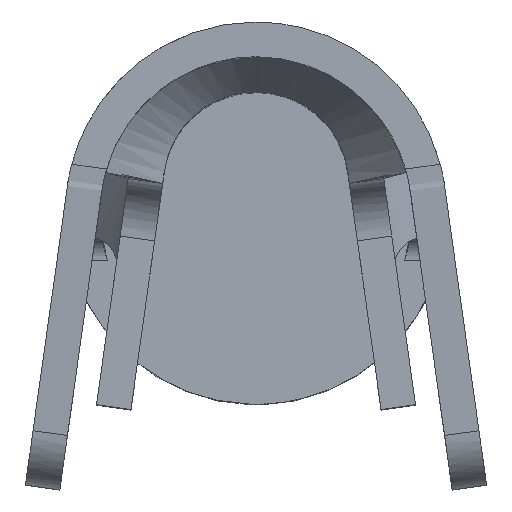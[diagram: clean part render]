
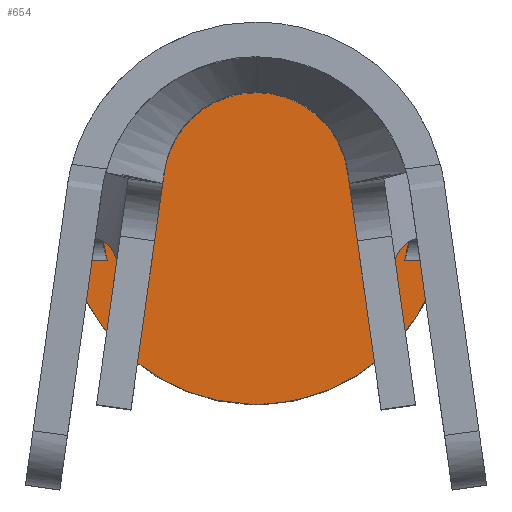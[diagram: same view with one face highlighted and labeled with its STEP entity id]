
A CAD part, top view. The second image highlights one B-rep face of the part: STEP entity #654.
In plain terms, the highlighted planar face has unit normal (0, 0, 1).
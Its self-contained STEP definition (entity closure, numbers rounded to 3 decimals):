
#489=PLANE('',#2437);
#548=FACE_OUTER_BOUND('',#1035,.T.);
#654=ADVANCED_FACE('F188',(#548),#489,.T.);
#793=(
BOUNDED_CURVE()
B_SPLINE_CURVE(2,(#4136,#4137,#4138),.UNSPECIFIED.,.F.,.F.)
B_SPLINE_CURVE_WITH_KNOTS((3,3),(0.,1.),.UNSPECIFIED.)
CURVE()
GEOMETRIC_REPRESENTATION_ITEM()
RATIONAL_B_SPLINE_CURVE((0.885,0.67,0.798))
REPRESENTATION_ITEM('')
);
#794=(
BOUNDED_CURVE()
B_SPLINE_CURVE(2,(#4152,#4153,#4154),.UNSPECIFIED.,.F.,.F.)
B_SPLINE_CURVE_WITH_KNOTS((3,3),(0.,1.),.UNSPECIFIED.)
CURVE()
GEOMETRIC_REPRESENTATION_ITEM()
RATIONAL_B_SPLINE_CURVE((0.798,0.67,0.885))
REPRESENTATION_ITEM('')
);
#895=B_SPLINE_CURVE_WITH_KNOTS('',1,(#4142,#4143),.UNSPECIFIED.,.F.,.F.,
(2,2),(0.,1.),.UNSPECIFIED.);
#897=B_SPLINE_CURVE_WITH_KNOTS('',1,(#4149,#4150),.UNSPECIFIED.,.F.,.F.,
(2,2),(0.,1.),.UNSPECIFIED.);
#1035=EDGE_LOOP('',(#1377,#1378,#1379,#1380,#1381,#1382,#1383));
#1377=ORIENTED_EDGE('',*,*,#2173,.T.);
#1378=ORIENTED_EDGE('',*,*,#2078,.T.);
#1379=ORIENTED_EDGE('',*,*,#2175,.T.);
#1380=ORIENTED_EDGE('',*,*,#2176,.T.);
#1381=ORIENTED_EDGE('',*,*,#2177,.F.);
#1382=ORIENTED_EDGE('',*,*,#2178,.F.);
#1383=ORIENTED_EDGE('',*,*,#2171,.F.);
#1865=VERTEX_POINT('',#3001);
#1866=VERTEX_POINT('',#3002);
#1937=VERTEX_POINT('',#4135);
#1938=VERTEX_POINT('',#4139);
#1939=VERTEX_POINT('',#4148);
#1940=VERTEX_POINT('',#4151);
#1941=VERTEX_POINT('',#4155);
#2078=EDGE_CURVE('',#1865,#1866,#2373,.T.);
#2171=EDGE_CURVE('',#1937,#1938,#793,.T.);
#2173=EDGE_CURVE('',#1937,#1865,#895,.T.);
#2175=EDGE_CURVE('',#1866,#1939,#2380,.T.);
#2176=EDGE_CURVE('E531',#1939,#1940,#897,.T.);
#2177=EDGE_CURVE('E514',#1941,#1940,#794,.T.);
#2178=EDGE_CURVE('',#1938,#1941,#2381,.T.);
#2373=CIRCLE('',#2410,1.345);
#2380=CIRCLE('',#2435,1.345);
#2381=CIRCLE('',#2436,1.645);
#2410=AXIS2_PLACEMENT_3D('',#3000,#2543,#2544);
#2435=AXIS2_PLACEMENT_3D('',#4147,#2599,#2600);
#2436=AXIS2_PLACEMENT_3D('',#4156,#2601,#2602);
#2437=AXIS2_PLACEMENT_3D('',#4157,#2603,#2604);
#2543=DIRECTION('',(0.,0.,1.));
#2544=DIRECTION('',(1.,0.,0.));
#2599=DIRECTION('',(0.,0.,1.));
#2600=DIRECTION('',(-1.,0.,0.));
#2601=DIRECTION('',(0.,0.,-1.));
#2602=DIRECTION('',(1.,0.,0.));
#2603=DIRECTION('',(0.,0.,1.));
#2604=DIRECTION('',(1.,0.,0.));
#3000=CARTESIAN_POINT('',(-18.088,0.01,-16.444));
#3001=CARTESIAN_POINT('',(-16.804,-0.39,-16.444));
#3002=CARTESIAN_POINT('',(-18.089,1.355,-16.444));
#4135=CARTESIAN_POINT('',(-16.493,-0.39,-16.444));
#4136=CARTESIAN_POINT('',(-16.493,-0.39,-16.444));
#4137=CARTESIAN_POINT('',(-16.795,-1.596,-16.444));
#4138=CARTESIAN_POINT('',(-18.038,-1.634,-16.444));
#4139=CARTESIAN_POINT('',(-18.038,-1.634,-16.444));
#4142=CARTESIAN_POINT('',(-16.493,-0.39,-16.444));
#4143=CARTESIAN_POINT('',(-16.804,-0.39,-16.444));
#4147=CARTESIAN_POINT('',(-18.089,0.01,-16.444));
#4148=CARTESIAN_POINT('',(-19.373,-0.39,-16.444));
#4149=CARTESIAN_POINT('',(-19.373,-0.39,-16.444));
#4150=CARTESIAN_POINT('',(-19.684,-0.39,-16.444));
#4151=CARTESIAN_POINT('',(-19.684,-0.39,-16.444));
#4152=CARTESIAN_POINT('',(-18.139,-1.634,-16.444));
#4153=CARTESIAN_POINT('',(-19.382,-1.596,-16.444));
#4154=CARTESIAN_POINT('',(-19.684,-0.39,-16.444));
#4155=CARTESIAN_POINT('',(-18.139,-1.634,-16.444));
#4156=CARTESIAN_POINT('',(-18.089,0.01,-16.444));
#4157=CARTESIAN_POINT('',(-19.898,0.81,-16.444));
